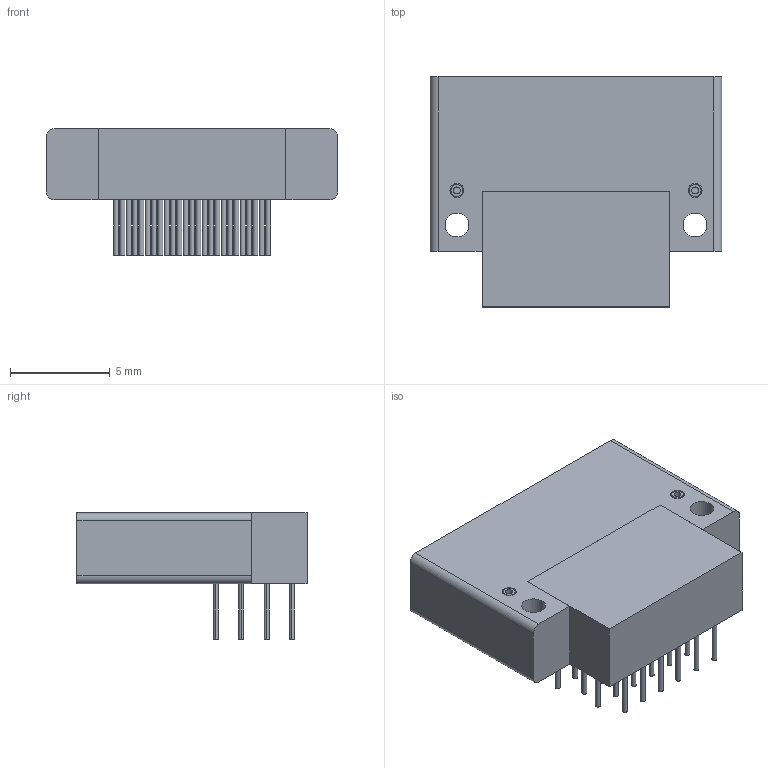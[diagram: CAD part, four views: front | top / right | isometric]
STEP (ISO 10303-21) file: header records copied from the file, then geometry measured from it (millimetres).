
FILE_DESCRIPTION((''),'2;1');
FILE_NAME('AXON_ND2A225SCBRPG1.stp','2011-09-01T09:22:32',(''),(''),'Mechanical Desktop 2011','Mechanical Desktop 2011',', , ');
FILE_SCHEMA(('AUTOMOTIVE_DESIGN { 1 2 10303 214 1 1 1 1 }'));
Length unit declared in the file: millimetre
Products named in the file (1): Product
Bounding box: 14.61 x 11.53 x 6.33 mm (x, y, z)
Volume: 452 mm3; surface area: 1006.4 mm2
Topology: 53 solids, 53 shells, 334 faces, 653 edges, 432 vertices
Faces by surface type: cylinder 184, plane 142, cone 6, bspline 2
Entity records: 8844 total; most frequent: DIRECTION 1693, CARTESIAN_POINT 1426, ORIENTED_EDGE 1306, AXIS2_PLACEMENT_3D 707, EDGE_CURVE 653, VERTEX_POINT 432, EDGE_LOOP 397, CIRCLE 374
